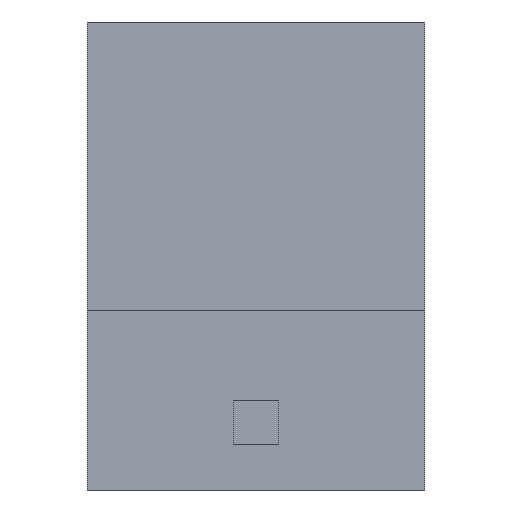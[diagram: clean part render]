
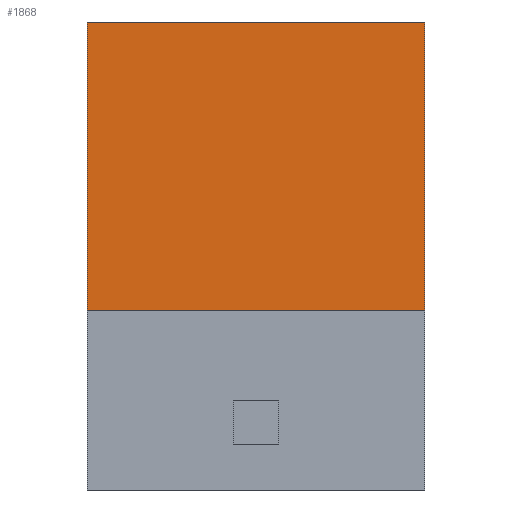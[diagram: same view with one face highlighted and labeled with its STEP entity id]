
A CAD part, front view. The second image highlights one B-rep face of the part: STEP entity #1868.
In plain terms, the highlighted planar face has unit normal (0, -1, 0).
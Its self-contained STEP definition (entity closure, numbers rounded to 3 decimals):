
#436=ORIENTED_EDGE('',*,*,#793,.T.);
#437=ORIENTED_EDGE('',*,*,#794,.T.);
#438=ORIENTED_EDGE('',*,*,#795,.T.);
#439=ORIENTED_EDGE('',*,*,#791,.T.);
#791=EDGE_CURVE('',#973,#972,#1231,.T.);
#793=EDGE_CURVE('',#972,#974,#1233,.T.);
#794=EDGE_CURVE('',#974,#975,#1234,.T.);
#795=EDGE_CURVE('',#975,#973,#1235,.T.);
#972=VERTEX_POINT('',#2931);
#973=VERTEX_POINT('',#2933);
#974=VERTEX_POINT('',#2937);
#975=VERTEX_POINT('',#2939);
#1231=LINE('',#2932,#1495);
#1233=LINE('',#2936,#1497);
#1234=LINE('',#2938,#1498);
#1235=LINE('',#2940,#1499);
#1495=VECTOR('',#2401,1000.);
#1497=VECTOR('',#2405,1000.);
#1498=VECTOR('',#2406,1000.);
#1499=VECTOR('',#2407,1000.);
#1593=EDGE_LOOP('',(#436,#437,#438,#439));
#1685=FACE_BOUND('',#1593,.T.);
#1777=PLANE('',#1972);
#1868=ADVANCED_FACE('',(#1685),#1777,.T.);
#1972=AXIS2_PLACEMENT_3D('',#2935,#2403,#2404);
#2401=DIRECTION('',(-1.,0.,0.));
#2403=DIRECTION('',(0.,-1.,0.));
#2404=DIRECTION('',(0.,0.,-1.));
#2405=DIRECTION('',(0.,0.,-1.));
#2406=DIRECTION('',(1.,0.,0.));
#2407=DIRECTION('',(0.,0.,1.));
#2931=CARTESIAN_POINT('',(-7.5,-29.5,20.8));
#2932=CARTESIAN_POINT('',(7.5,-29.5,20.8));
#2933=CARTESIAN_POINT('',(7.5,-29.5,20.8));
#2935=CARTESIAN_POINT('',(0.,-29.5,0.));
#2936=CARTESIAN_POINT('',(-7.5,-29.5,20.8));
#2937=CARTESIAN_POINT('',(-7.5,-29.5,8.));
#2938=CARTESIAN_POINT('',(-7.5,-29.5,8.));
#2939=CARTESIAN_POINT('',(7.5,-29.5,8.));
#2940=CARTESIAN_POINT('',(7.5,-29.5,8.));
